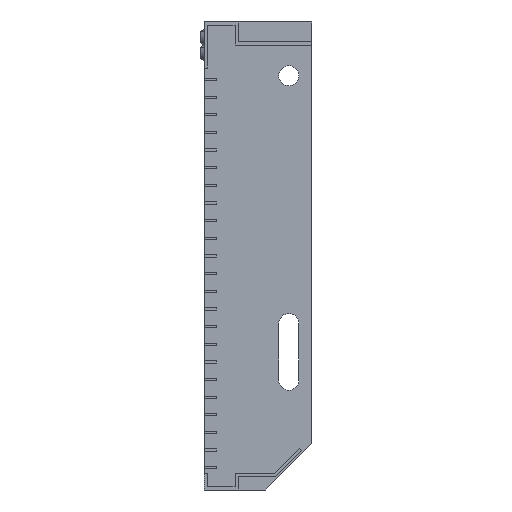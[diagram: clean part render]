
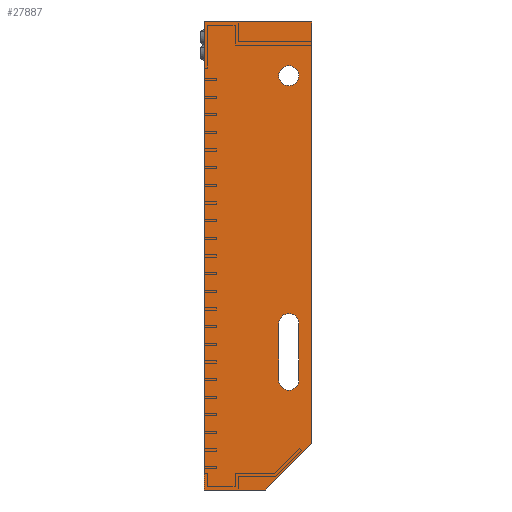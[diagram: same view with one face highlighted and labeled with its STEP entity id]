
A CAD part, left-side view. The second image highlights one B-rep face of the part: STEP entity #27887.
In plain terms, the highlighted planar face has unit normal (-1, 0, 0).
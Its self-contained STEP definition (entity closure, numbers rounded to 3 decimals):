
#286 = LINE ( 'NONE', #20636, #6369 ) ;
#432 = CARTESIAN_POINT ( 'NONE',  ( -750., 0., -275. ) ) ;
#972 = CARTESIAN_POINT ( 'NONE',  ( -750., 15., -41.5 ) ) ;
#979 = VECTOR ( 'NONE', #1657, 1000. ) ;
#1136 = CARTESIAN_POINT ( 'NONE',  ( -750., 8.5, -196.5 ) ) ;
#1254 = CIRCLE ( 'NONE', #17050, 6.5 ) ;
#1593 = DIRECTION ( 'NONE',  ( 0., 0., 1. ) ) ;
#1657 = DIRECTION ( 'NONE',  ( 0., 0.707, -0.707 ) ) ;
#1700 = VERTEX_POINT ( 'NONE', #9917 ) ;
#5705 = EDGE_CURVE ( 'NONE', #42581, #8131, #29598, .T. ) ;
#5849 = DIRECTION ( 'NONE',  ( 0., 0., -1. ) ) ;
#6369 = VECTOR ( 'NONE', #6714, 1000. ) ;
#6607 = AXIS2_PLACEMENT_3D ( 'NONE', #18492, #7797, #39902 ) ;
#6714 = DIRECTION ( 'NONE',  ( 0., -1., 0. ) ) ;
#6755 = DIRECTION ( 'NONE',  ( 0., 0., -1. ) ) ;
#6772 = CARTESIAN_POINT ( 'NONE',  ( -750., 30., -305. ) ) ;
#7250 = EDGE_CURVE ( 'NONE', #44803, #16456, #39566, .T. ) ;
#7797 = DIRECTION ( 'NONE',  ( 1., 0., 0. ) ) ;
#7826 = ORIENTED_EDGE ( 'NONE', *, *, #25893, .T. ) ;
#7827 = DIRECTION ( 'NONE',  ( 1., 0., 0. ) ) ;
#8034 = EDGE_CURVE ( 'NONE', #34625, #42967, #40636, .T. ) ;
#8108 = ORIENTED_EDGE ( 'NONE', *, *, #45745, .F. ) ;
#8131 = VERTEX_POINT ( 'NONE', #9174 ) ;
#8265 = DIRECTION ( 'NONE',  ( 0., 0., -1. ) ) ;
#8383 = VERTEX_POINT ( 'NONE', #21971 ) ;
#8477 = FACE_OUTER_BOUND ( 'NONE', #18655, .T. ) ;
#8626 = VERTEX_POINT ( 'NONE', #34104 ) ;
#8629 = EDGE_CURVE ( 'NONE', #1700, #24150, #17397, .T. ) ;
#9174 = CARTESIAN_POINT ( 'NONE',  ( -750., 21.5, -196.5 ) ) ;
#9917 = CARTESIAN_POINT ( 'NONE',  ( -750., 0., 0. ) ) ;
#10677 = CARTESIAN_POINT ( 'NONE',  ( -750., 21.5, -233.5 ) ) ;
#11158 = AXIS2_PLACEMENT_3D ( 'NONE', #15985, #26773, #1593 ) ;
#11780 = VERTEX_POINT ( 'NONE', #31205 ) ;
#12948 = CARTESIAN_POINT ( 'NONE',  ( -750., 15., -240. ) ) ;
#13093 = LINE ( 'NONE', #37047, #25808 ) ;
#13335 = CARTESIAN_POINT ( 'NONE',  ( -750., 70., -305. ) ) ;
#13841 = CIRCLE ( 'NONE', #41893, 6.5 ) ;
#14444 = DIRECTION ( 'NONE',  ( 1., 0., 0. ) ) ;
#14638 = VECTOR ( 'NONE', #28624, 1000. ) ;
#15047 = VERTEX_POINT ( 'NONE', #972 ) ;
#15345 = LINE ( 'NONE', #43978, #979 ) ;
#15632 = AXIS2_PLACEMENT_3D ( 'NONE', #32537, #36089, #40062 ) ;
#15769 = EDGE_LOOP ( 'NONE', ( #43652, #7826 ) ) ;
#15985 = CARTESIAN_POINT ( 'NONE',  ( -750., 0., 0. ) ) ;
#16374 = DIRECTION ( 'NONE',  ( 1., 0., 0. ) ) ;
#16456 = VERTEX_POINT ( 'NONE', #28648 ) ;
#17050 = AXIS2_PLACEMENT_3D ( 'NONE', #27166, #16374, #5849 ) ;
#17397 = LINE ( 'NONE', #27897, #24016 ) ;
#17403 = EDGE_CURVE ( 'NONE', #42967, #42581, #1254, .T. ) ;
#18061 = ORIENTED_EDGE ( 'NONE', *, *, #7250, .F. ) ;
#18492 = CARTESIAN_POINT ( 'NONE',  ( -750., 15., -35. ) ) ;
#18655 = EDGE_LOOP ( 'NONE', ( #39778, #44911, #8108, #18061, #20481 ) ) ;
#18668 = DIRECTION ( 'NONE',  ( 0., 0., -1. ) ) ;
#18707 = EDGE_CURVE ( 'NONE', #8131, #11780, #13841, .T. ) ;
#18933 = ORIENTED_EDGE ( 'NONE', *, *, #8034, .T. ) ;
#20153 = EDGE_CURVE ( 'NONE', #11780, #34625, #23751, .T. ) ;
#20481 = ORIENTED_EDGE ( 'NONE', *, *, #44611, .F. ) ;
#20636 = CARTESIAN_POINT ( 'NONE',  ( -750., 0., 0. ) ) ;
#21582 = DIRECTION ( 'NONE',  ( 0., 0., -1. ) ) ;
#21971 = CARTESIAN_POINT ( 'NONE',  ( -750., 70., 0. ) ) ;
#22276 = CARTESIAN_POINT ( 'NONE',  ( -750., 8.5, -233.5 ) ) ;
#22777 = PLANE ( 'NONE',  #11158 ) ;
#23751 = LINE ( 'NONE', #1136, #45293 ) ;
#23988 = DIRECTION ( 'NONE',  ( 0., 1., 0. ) ) ;
#24016 = VECTOR ( 'NONE', #6755, 1000. ) ;
#24150 = VERTEX_POINT ( 'NONE', #432 ) ;
#25808 = VECTOR ( 'NONE', #29790, 1000. ) ;
#25879 = CARTESIAN_POINT ( 'NONE',  ( -750., 15., -35. ) ) ;
#25893 = EDGE_CURVE ( 'NONE', #8626, #15047, #45130, .T. ) ;
#26773 = DIRECTION ( 'NONE',  ( 1., 0., 0. ) ) ;
#27166 = CARTESIAN_POINT ( 'NONE',  ( -750., 15., -233.5 ) ) ;
#27887 = ADVANCED_FACE ( 'NONE', ( #38357, #33926, #8477 ), #22777, .F. ) ;
#27897 = CARTESIAN_POINT ( 'NONE',  ( -750., 0., -275. ) ) ;
#28624 = DIRECTION ( 'NONE',  ( 0., 0., 1. ) ) ;
#28648 = CARTESIAN_POINT ( 'NONE',  ( -750., 70., -305. ) ) ;
#29598 = LINE ( 'NONE', #36043, #14638 ) ;
#29790 = DIRECTION ( 'NONE',  ( 0., 0., 1. ) ) ;
#31205 = CARTESIAN_POINT ( 'NONE',  ( -750., 8.5, -196.5 ) ) ;
#31821 = VECTOR ( 'NONE', #23988, 1000. ) ;
#32537 = CARTESIAN_POINT ( 'NONE',  ( -750., 15., -233.5 ) ) ;
#33341 = EDGE_CURVE ( 'NONE', #8383, #1700, #286, .T. ) ;
#33926 = FACE_BOUND ( 'NONE', #15769, .T. ) ;
#34104 = CARTESIAN_POINT ( 'NONE',  ( -750., 15., -28.5 ) ) ;
#34625 = VERTEX_POINT ( 'NONE', #22276 ) ;
#34745 = CIRCLE ( 'NONE', #39421, 6.5 ) ;
#35050 = ORIENTED_EDGE ( 'NONE', *, *, #18707, .T. ) ;
#36043 = CARTESIAN_POINT ( 'NONE',  ( -750., 21.5, -233.5 ) ) ;
#36089 = DIRECTION ( 'NONE',  ( 1., 0., 0. ) ) ;
#37047 = CARTESIAN_POINT ( 'NONE',  ( -750., 70., 0. ) ) ;
#38357 = FACE_BOUND ( 'NONE', #43435, .T. ) ;
#39421 = AXIS2_PLACEMENT_3D ( 'NONE', #25879, #7827, #18668 ) ;
#39566 = LINE ( 'NONE', #13335, #31821 ) ;
#39778 = ORIENTED_EDGE ( 'NONE', *, *, #8629, .F. ) ;
#39785 = CARTESIAN_POINT ( 'NONE',  ( -750., 15., -196.5 ) ) ;
#39902 = DIRECTION ( 'NONE',  ( 0., 0., -1. ) ) ;
#40062 = DIRECTION ( 'NONE',  ( 0., 0., -1. ) ) ;
#40636 = CIRCLE ( 'NONE', #15632, 6.5 ) ;
#41893 = AXIS2_PLACEMENT_3D ( 'NONE', #39785, #14444, #21582 ) ;
#42581 = VERTEX_POINT ( 'NONE', #10677 ) ;
#42590 = ORIENTED_EDGE ( 'NONE', *, *, #17403, .T. ) ;
#42955 = ORIENTED_EDGE ( 'NONE', *, *, #20153, .T. ) ;
#42967 = VERTEX_POINT ( 'NONE', #12948 ) ;
#43435 = EDGE_LOOP ( 'NONE', ( #42955, #18933, #42590, #44593, #35050 ) ) ;
#43652 = ORIENTED_EDGE ( 'NONE', *, *, #45087, .T. ) ;
#43978 = CARTESIAN_POINT ( 'NONE',  ( -750., 30., -305. ) ) ;
#44593 = ORIENTED_EDGE ( 'NONE', *, *, #5705, .T. ) ;
#44611 = EDGE_CURVE ( 'NONE', #24150, #44803, #15345, .T. ) ;
#44803 = VERTEX_POINT ( 'NONE', #6772 ) ;
#44911 = ORIENTED_EDGE ( 'NONE', *, *, #33341, .F. ) ;
#45087 = EDGE_CURVE ( 'NONE', #15047, #8626, #34745, .T. ) ;
#45130 = CIRCLE ( 'NONE', #6607, 6.5 ) ;
#45293 = VECTOR ( 'NONE', #8265, 1000. ) ;
#45745 = EDGE_CURVE ( 'NONE', #16456, #8383, #13093, .T. ) ;
